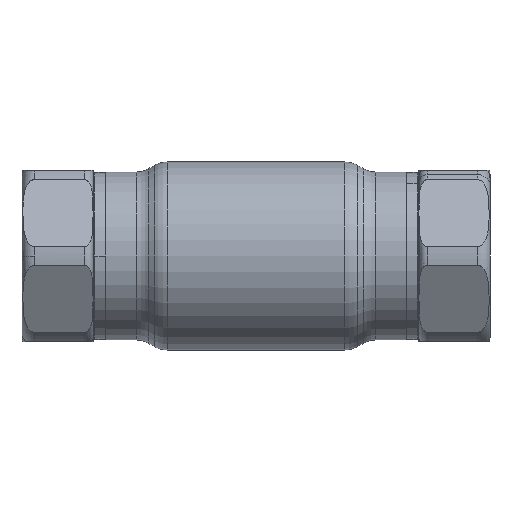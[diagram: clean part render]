
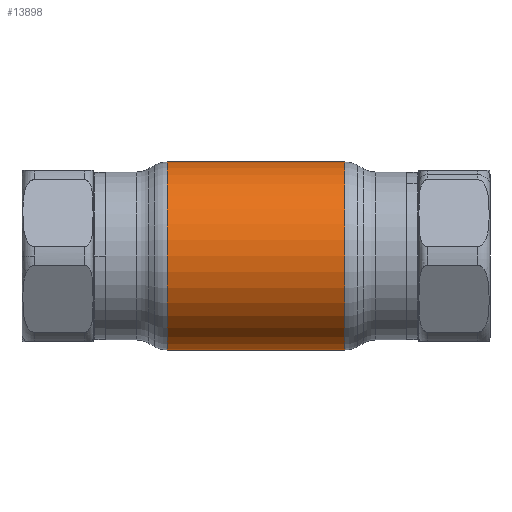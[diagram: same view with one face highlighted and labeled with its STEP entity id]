
A CAD part, front view. The second image highlights one B-rep face of the part: STEP entity #13898.
In plain terms, the highlighted cylindrical face has radius 22.5 mm (diameter 45 mm), a partial arc.
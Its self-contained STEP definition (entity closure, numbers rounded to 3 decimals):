
#738 = DIRECTION ( 'NONE',  ( 0., 0., 1. ) ) ;
#2467 = AXIS2_PLACEMENT_3D ( 'NONE', #33661, #47368, #38831 ) ;
#6694 = LINE ( 'NONE', #25301, #38605 ) ;
#12691 = VERTEX_POINT ( 'NONE', #43606 ) ;
#13898 = ADVANCED_FACE ( 'NONE', ( #18744 ), #50827, .T. ) ;
#14199 = VECTOR ( 'NONE', #26543, 1000. ) ;
#16115 = CIRCLE ( 'NONE', #2467, 22.5 ) ;
#16820 = AXIS2_PLACEMENT_3D ( 'NONE', #32542, #46851, #738 ) ;
#18351 = EDGE_CURVE ( 'NONE', #12691, #30449, #19785, .T. ) ;
#18744 = FACE_OUTER_BOUND ( 'NONE', #56354, .T. ) ;
#19785 = CIRCLE ( 'NONE', #53905, 22.5 ) ;
#22617 = CARTESIAN_POINT ( 'NONE',  ( 21.285, 0., 22.5 ) ) ;
#23232 = ORIENTED_EDGE ( 'NONE', *, *, #37656, .T. ) ;
#25301 = CARTESIAN_POINT ( 'NONE',  ( -62.69, 0., -22.5 ) ) ;
#26543 = DIRECTION ( 'NONE',  ( -1., 0., 0. ) ) ;
#30449 = VERTEX_POINT ( 'NONE', #46671 ) ;
#31668 = VERTEX_POINT ( 'NONE', #22617 ) ;
#32542 = CARTESIAN_POINT ( 'NONE',  ( -62.69, 0., 0. ) ) ;
#32993 = CARTESIAN_POINT ( 'NONE',  ( 21.285, 0., -22.5 ) ) ;
#33661 = CARTESIAN_POINT ( 'NONE',  ( 21.285, 0., 0. ) ) ;
#35096 = EDGE_CURVE ( 'NONE', #60236, #12691, #6694, .T. ) ;
#35989 = ORIENTED_EDGE ( 'NONE', *, *, #18351, .F. ) ;
#37656 = EDGE_CURVE ( 'NONE', #60236, #31668, #16115, .T. ) ;
#38273 = DIRECTION ( 'NONE',  ( 0., 0., 1. ) ) ;
#38605 = VECTOR ( 'NONE', #43944, 1000. ) ;
#38831 = DIRECTION ( 'NONE',  ( 0., 0., 1. ) ) ;
#43606 = CARTESIAN_POINT ( 'NONE',  ( -21.285, 0., -22.5 ) ) ;
#43944 = DIRECTION ( 'NONE',  ( -1., 0., 0. ) ) ;
#44471 = ORIENTED_EDGE ( 'NONE', *, *, #46502, .T. ) ;
#44601 = CARTESIAN_POINT ( 'NONE',  ( -62.69, 0., 22.5 ) ) ;
#45492 = LINE ( 'NONE', #44601, #14199 ) ;
#46502 = EDGE_CURVE ( 'NONE', #31668, #30449, #45492, .T. ) ;
#46671 = CARTESIAN_POINT ( 'NONE',  ( -21.285, 0., 22.5 ) ) ;
#46851 = DIRECTION ( 'NONE',  ( -1., 0., 0. ) ) ;
#47128 = CARTESIAN_POINT ( 'NONE',  ( -21.285, 0., 0. ) ) ;
#47368 = DIRECTION ( 'NONE',  ( -1., 0., 0. ) ) ;
#50827 = CYLINDRICAL_SURFACE ( 'NONE', #16820, 22.5 ) ;
#51014 = ORIENTED_EDGE ( 'NONE', *, *, #35096, .F. ) ;
#52324 = DIRECTION ( 'NONE',  ( -1., 0., 0. ) ) ;
#53905 = AXIS2_PLACEMENT_3D ( 'NONE', #47128, #52324, #38273 ) ;
#56354 = EDGE_LOOP ( 'NONE', ( #51014, #23232, #44471, #35989 ) ) ;
#60236 = VERTEX_POINT ( 'NONE', #32993 ) ;
